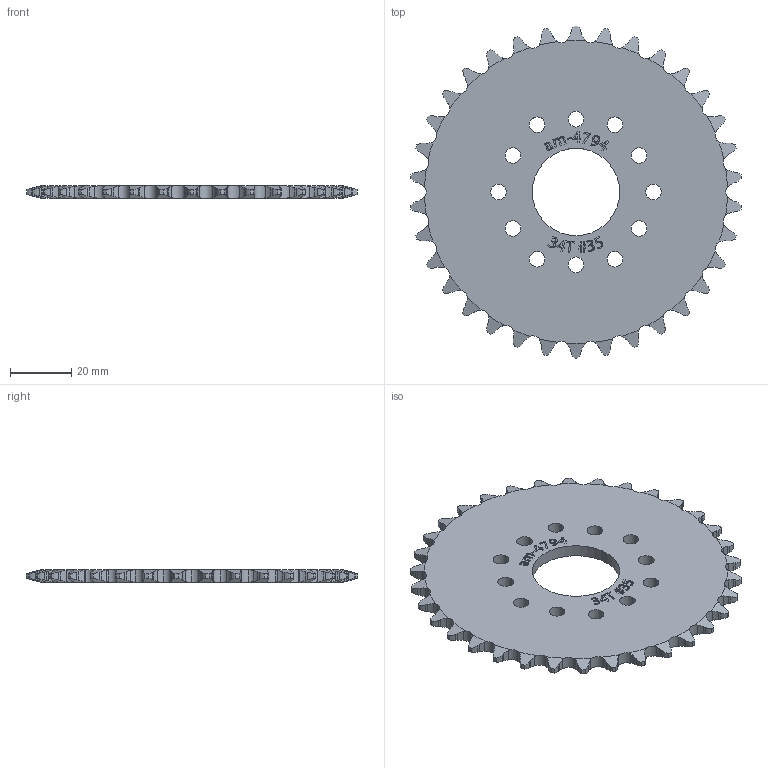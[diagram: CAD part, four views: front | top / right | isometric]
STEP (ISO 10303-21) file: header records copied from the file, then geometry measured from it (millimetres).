
FILE_DESCRIPTION (( 'STEP AP203' ), '1' );
FILE_NAME ('am-4794 34T 35 Chain 1125in Plate.STEP', '2022-08-02T13:44:06', ( '' ), ( '' ), 'SwSTEP 2.0', 'SolidWorks 2022', '' );
FILE_SCHEMA (( 'CONFIG_CONTROL_DESIGN' ));
Length unit declared in the file: inch
Products named in the file (1): am-4794 34T 35 Chain 1125in Plate
Bounding box: 108.25 x 108.61 x 3.99 mm (x, y, z)
Volume: 28817.1 mm3; surface area: 17470 mm2
Topology: 1 solids, 1 shells, 625 faces, 1812 edges, 1208 vertices
Faces by surface type: cylinder 249, plane 230, bspline 78, cone 68
Entity records: 24947 total; most frequent: CARTESIAN_POINT 9728, ORIENTED_EDGE 3624, DIRECTION 2454, EDGE_CURVE 1812, VERTEX_POINT 1208, VECTOR 818, LINE 818, AXIS2_PLACEMENT_3D 818
